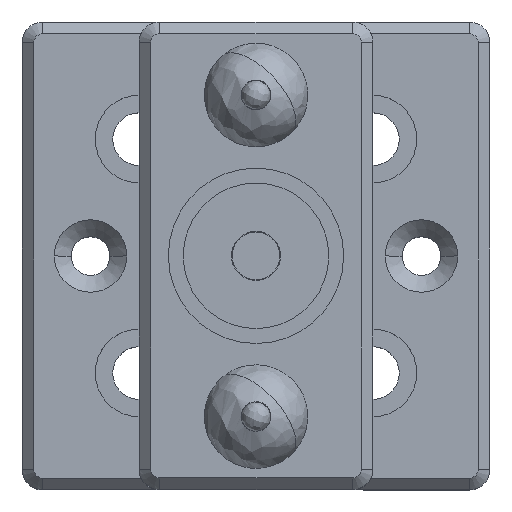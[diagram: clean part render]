
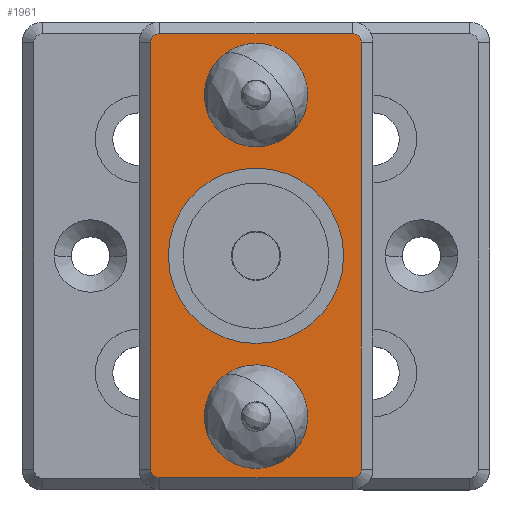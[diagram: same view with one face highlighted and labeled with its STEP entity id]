
A CAD part, top view. The second image highlights one B-rep face of the part: STEP entity #1961.
In plain terms, the highlighted planar face has unit normal (0, 0, 1).
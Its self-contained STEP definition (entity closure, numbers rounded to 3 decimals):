
#145 = EDGE_LOOP ( 'NONE', ( #2901, #2902 ) ) ;
#148 = VERTEX_POINT ( 'NONE', #5705 ) ;
#150 = VERTEX_POINT ( 'NONE', #5707 ) ;
#153 = VERTEX_POINT ( 'NONE', #5694 ) ;
#155 = VERTEX_POINT ( 'NONE', #5710 ) ;
#236 = FACE_BOUND ( 'NONE', #145, .T. ) ;
#237 = FACE_OUTER_BOUND ( 'NONE', #3092, .T. ) ;
#238 = FACE_BOUND ( 'NONE', #3652, .T. ) ;
#241 = FACE_BOUND ( 'NONE', #3597, .T. ) ;
#515 = EDGE_CURVE ( 'NONE', #150, #1163, #1705, .T. ) ;
#586 = EDGE_CURVE ( 'NONE', #1641, #4713, #1779, .T. ) ;
#704 = EDGE_CURVE ( 'NONE', #1173, #148, #2287, .T. ) ;
#709 = EDGE_CURVE ( 'NONE', #155, #4709, #2293, .T. ) ;
#730 = EDGE_CURVE ( 'NONE', #4713, #1173, #2319, .T. ) ;
#731 = EDGE_CURVE ( 'NONE', #1183, #4708, #2318, .T. ) ;
#734 = EDGE_CURVE ( 'NONE', #4708, #1183, #2326, .T. ) ;
#739 = EDGE_CURVE ( 'NONE', #5454, #153, #2331, .T. ) ;
#740 = EDGE_CURVE ( 'NONE', #153, #5454, #2333, .T. ) ;
#743 = EDGE_CURVE ( 'NONE', #148, #150, #2336, .T. ) ;
#746 = EDGE_CURVE ( 'NONE', #4725, #1646, #2342, .T. ) ;
#748 = EDGE_CURVE ( 'NONE', #1646, #1641, #2345, .T. ) ;
#750 = EDGE_CURVE ( 'NONE', #1163, #4725, #2346, .T. ) ;
#846 = EDGE_CURVE ( 'NONE', #4709, #155, #2461, .T. ) ;
#975 = CARTESIAN_POINT ( 'NONE',  ( -16.5, -36.5, 23.3 ) ) ;
#976 = DIRECTION ( 'NONE',  ( 0., 0., -1. ) ) ;
#977 = DIRECTION ( 'NONE',  ( 0., -1., 0. ) ) ;
#1163 = VERTEX_POINT ( 'NONE', #5866 ) ;
#1173 = VERTEX_POINT ( 'NONE', #5874 ) ;
#1183 = VERTEX_POINT ( 'NONE', #5884 ) ;
#1641 = VERTEX_POINT ( 'NONE', #5958 ) ;
#1646 = VERTEX_POINT ( 'NONE', #5963 ) ;
#1705 = CIRCLE ( 'NONE', #3416, 1.5 ) ;
#1779 = CIRCLE ( 'NONE', #3413, 1.5 ) ;
#1961 = ADVANCED_FACE ( 'NONE', ( #237, #241, #238, #236 ), #3217, .T. ) ;
#2205 = CARTESIAN_POINT ( 'NONE',  ( -16.5, 36.5, 23.3 ) ) ;
#2206 = DIRECTION ( 'NONE',  ( 0., 0., -1. ) ) ;
#2207 = DIRECTION ( 'NONE',  ( 0., -1., 0. ) ) ;
#2215 = CARTESIAN_POINT ( 'NONE',  ( 0., 27.5, 23.3 ) ) ;
#2216 = DIRECTION ( 'NONE',  ( 0., 0., -1. ) ) ;
#2217 = DIRECTION ( 'NONE',  ( 0., 1., 0. ) ) ;
#2287 = CIRCLE ( 'NONE', #3403, 1.5 ) ;
#2293 = CIRCLE ( 'NONE', #3402, 3.75 ) ;
#2318 = CIRCLE ( 'NONE', #3421, 15. ) ;
#2319 = LINE ( 'NONE', #6434, #2322 ) ;
#2322 = VECTOR ( 'NONE', #6436, 1000. ) ;
#2326 = CIRCLE ( 'NONE', #3373, 15. ) ;
#2331 = CIRCLE ( 'NONE', #3411, 3.75 ) ;
#2333 = CIRCLE ( 'NONE', #3396, 3.75 ) ;
#2336 = LINE ( 'NONE', #6466, #2339 ) ;
#2339 = VECTOR ( 'NONE', #6472, 1000. ) ;
#2342 = CIRCLE ( 'NONE', #3399, 1.5 ) ;
#2345 = LINE ( 'NONE', #6477, #2347 ) ;
#2346 = LINE ( 'NONE', #6486, #2349 ) ;
#2347 = VECTOR ( 'NONE', #6478, 1000. ) ;
#2349 = VECTOR ( 'NONE', #6487, 1000. ) ;
#2461 = CIRCLE ( 'NONE', #4682, 3.75 ) ;
#2699 = CARTESIAN_POINT ( 'NONE',  ( 0., 27.5, 23.3 ) ) ;
#2700 = DIRECTION ( 'NONE',  ( 0., 0., -1. ) ) ;
#2701 = DIRECTION ( 'NONE',  ( 0., 1., 0. ) ) ;
#2889 = ORIENTED_EDGE ( 'NONE', *, *, #748, .F. ) ;
#2890 = ORIENTED_EDGE ( 'NONE', *, *, #746, .F. ) ;
#2891 = ORIENTED_EDGE ( 'NONE', *, *, #750, .F. ) ;
#2892 = ORIENTED_EDGE ( 'NONE', *, *, #515, .F. ) ;
#2893 = ORIENTED_EDGE ( 'NONE', *, *, #743, .F. ) ;
#2894 = ORIENTED_EDGE ( 'NONE', *, *, #704, .F. ) ;
#2895 = ORIENTED_EDGE ( 'NONE', *, *, #730, .F. ) ;
#2896 = ORIENTED_EDGE ( 'NONE', *, *, #586, .F. ) ;
#2897 = ORIENTED_EDGE ( 'NONE', *, *, #739, .T. ) ;
#2898 = ORIENTED_EDGE ( 'NONE', *, *, #740, .T. ) ;
#2899 = ORIENTED_EDGE ( 'NONE', *, *, #709, .T. ) ;
#2900 = ORIENTED_EDGE ( 'NONE', *, *, #846, .T. ) ;
#2901 = ORIENTED_EDGE ( 'NONE', *, *, #734, .T. ) ;
#2902 = ORIENTED_EDGE ( 'NONE', *, *, #731, .T. ) ;
#2981 = CARTESIAN_POINT ( 'NONE',  ( -18., -36.5, 23.3 ) ) ;
#2986 = CARTESIAN_POINT ( 'NONE',  ( 0., 15., 23.3 ) ) ;
#2987 = CARTESIAN_POINT ( 'NONE',  ( 0., 23.75, 23.3 ) ) ;
#2990 = CARTESIAN_POINT ( 'NONE',  ( 18., -36.5, 23.3 ) ) ;
#3038 = CARTESIAN_POINT ( 'NONE',  ( 0., -23.75, 23.3 ) ) ;
#3092 = EDGE_LOOP ( 'NONE', ( #2889, #2890, #2891, #2892, #2893, #2894, #2895, #2896 ) ) ;
#3217 = PLANE ( 'NONE',  #5644 ) ;
#3226 = CARTESIAN_POINT ( 'NONE',  ( 0., 0., 23.3 ) ) ;
#3227 = DIRECTION ( 'NONE',  ( 0., 0., 1. ) ) ;
#3228 = DIRECTION ( 'NONE',  ( 0., 1., 0. ) ) ;
#3373 = AXIS2_PLACEMENT_3D ( 'NONE', #6451, #6452, #6453 ) ;
#3396 = AXIS2_PLACEMENT_3D ( 'NONE', #6467, #6468, #6469 ) ;
#3399 = AXIS2_PLACEMENT_3D ( 'NONE', #6479, #6480, #6481 ) ;
#3402 = AXIS2_PLACEMENT_3D ( 'NONE', #2215, #2216, #2217 ) ;
#3403 = AXIS2_PLACEMENT_3D ( 'NONE', #2205, #2206, #2207 ) ;
#3411 = AXIS2_PLACEMENT_3D ( 'NONE', #6463, #6464, #6465 ) ;
#3413 = AXIS2_PLACEMENT_3D ( 'NONE', #975, #976, #977 ) ;
#3416 = AXIS2_PLACEMENT_3D ( 'NONE', #4936, #4937, #4938 ) ;
#3421 = AXIS2_PLACEMENT_3D ( 'NONE', #6439, #6440, #6441 ) ;
#3597 = EDGE_LOOP ( 'NONE', ( #2897, #2898 ) ) ;
#3652 = EDGE_LOOP ( 'NONE', ( #2899, #2900 ) ) ;
#4682 = AXIS2_PLACEMENT_3D ( 'NONE', #2699, #2700, #2701 ) ;
#4708 = VERTEX_POINT ( 'NONE', #2986 ) ;
#4709 = VERTEX_POINT ( 'NONE', #2987 ) ;
#4713 = VERTEX_POINT ( 'NONE', #2981 ) ;
#4725 = VERTEX_POINT ( 'NONE', #2990 ) ;
#4936 = CARTESIAN_POINT ( 'NONE',  ( 16.5, 36.5, 23.3 ) ) ;
#4937 = DIRECTION ( 'NONE',  ( 0., 0., -1. ) ) ;
#4938 = DIRECTION ( 'NONE',  ( 0., -1., 0. ) ) ;
#5454 = VERTEX_POINT ( 'NONE', #3038 ) ;
#5644 = AXIS2_PLACEMENT_3D ( 'NONE', #3226, #3227, #3228 ) ;
#5694 = CARTESIAN_POINT ( 'NONE',  ( 0., -31.25, 23.3 ) ) ;
#5705 = CARTESIAN_POINT ( 'NONE',  ( -16.5, 38., 23.3 ) ) ;
#5707 = CARTESIAN_POINT ( 'NONE',  ( 16.5, 38., 23.3 ) ) ;
#5710 = CARTESIAN_POINT ( 'NONE',  ( 0., 31.25, 23.3 ) ) ;
#5866 = CARTESIAN_POINT ( 'NONE',  ( 18., 36.5, 23.3 ) ) ;
#5874 = CARTESIAN_POINT ( 'NONE',  ( -18., 36.5, 23.3 ) ) ;
#5884 = CARTESIAN_POINT ( 'NONE',  ( 0., -15., 23.3 ) ) ;
#5958 = CARTESIAN_POINT ( 'NONE',  ( -16.5, -38., 23.3 ) ) ;
#5963 = CARTESIAN_POINT ( 'NONE',  ( 16.5, -38., 23.3 ) ) ;
#6434 = CARTESIAN_POINT ( 'NONE',  ( -18., -20., 23.3 ) ) ;
#6436 = DIRECTION ( 'NONE',  ( 0., 1., 0. ) ) ;
#6439 = CARTESIAN_POINT ( 'NONE',  ( 0., 0., 23.3 ) ) ;
#6440 = DIRECTION ( 'NONE',  ( 0., 0., -1. ) ) ;
#6441 = DIRECTION ( 'NONE',  ( 0., 1., 0. ) ) ;
#6451 = CARTESIAN_POINT ( 'NONE',  ( 0., 0., 23.3 ) ) ;
#6452 = DIRECTION ( 'NONE',  ( 0., 0., -1. ) ) ;
#6453 = DIRECTION ( 'NONE',  ( 0., 1., 0. ) ) ;
#6463 = CARTESIAN_POINT ( 'NONE',  ( 0., -27.5, 23.3 ) ) ;
#6464 = DIRECTION ( 'NONE',  ( 0., 0., -1. ) ) ;
#6465 = DIRECTION ( 'NONE',  ( 0., 1., 0. ) ) ;
#6466 = CARTESIAN_POINT ( 'NONE',  ( -10., 38., 23.3 ) ) ;
#6467 = CARTESIAN_POINT ( 'NONE',  ( 0., -27.5, 23.3 ) ) ;
#6468 = DIRECTION ( 'NONE',  ( 0., 0., -1. ) ) ;
#6469 = DIRECTION ( 'NONE',  ( 0., 1., 0. ) ) ;
#6472 = DIRECTION ( 'NONE',  ( 1., 0., 0. ) ) ;
#6477 = CARTESIAN_POINT ( 'NONE',  ( 10., -38., 23.3 ) ) ;
#6478 = DIRECTION ( 'NONE',  ( -1., 0., 0. ) ) ;
#6479 = CARTESIAN_POINT ( 'NONE',  ( 16.5, -36.5, 23.3 ) ) ;
#6480 = DIRECTION ( 'NONE',  ( 0., 0., -1. ) ) ;
#6481 = DIRECTION ( 'NONE',  ( 0., -1., 0. ) ) ;
#6486 = CARTESIAN_POINT ( 'NONE',  ( 18., 20., 23.3 ) ) ;
#6487 = DIRECTION ( 'NONE',  ( 0., -1., 0. ) ) ;
